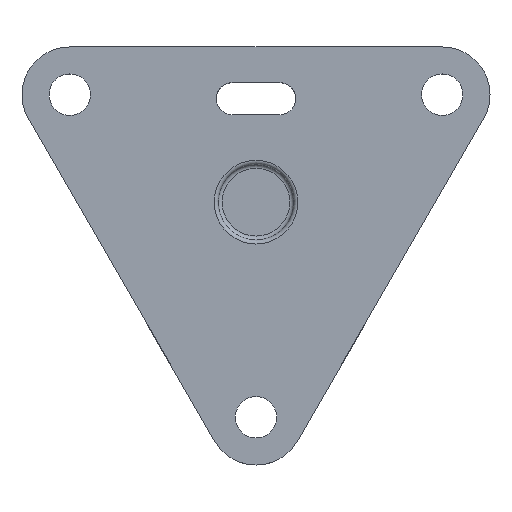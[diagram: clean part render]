
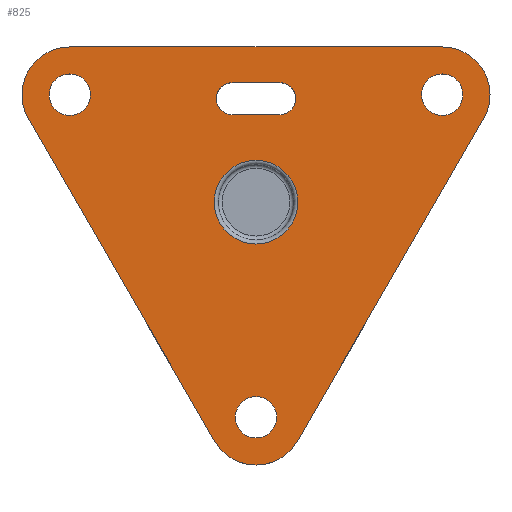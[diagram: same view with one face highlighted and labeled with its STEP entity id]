
A CAD part, top view. The second image highlights one B-rep face of the part: STEP entity #825.
In plain terms, the highlighted planar face has unit normal (0, 0, 1).
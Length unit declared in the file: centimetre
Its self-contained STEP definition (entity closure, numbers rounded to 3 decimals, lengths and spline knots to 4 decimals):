
#112=VECTOR('',#937,1.);
#117=VECTOR('',#949,1.);
#139=VECTOR('',#1020,1.);
#140=VECTOR('',#1023,1.);
#141=VECTOR('',#1026,1.);
#185=LINE('',#1121,#112);
#190=LINE('',#1178,#117);
#212=LINE('',#1303,#139);
#213=LINE('',#1307,#140);
#214=LINE('',#1311,#141);
#269=VERTEX_POINT('',#1119);
#271=VERTEX_POINT('',#1122);
#273=VERTEX_POINT('',#1130);
#277=VERTEX_POINT('',#1177);
#309=VERTEX_POINT('',#1292);
#310=VERTEX_POINT('',#1295);
#311=VERTEX_POINT('',#1297);
#312=VERTEX_POINT('',#1299);
#313=VERTEX_POINT('',#1301);
#314=VERTEX_POINT('',#1302);
#315=VERTEX_POINT('',#1304);
#316=VERTEX_POINT('',#1306);
#317=VERTEX_POINT('',#1308);
#318=VERTEX_POINT('',#1310);
#342=CIRCLE('',#862,0.2);
#344=CIRCLE('',#866,0.2);
#356=CIRCLE('',#887,0.525);
#357=CIRCLE('',#889,0.26);
#358=CIRCLE('',#890,0.26);
#359=CIRCLE('',#891,0.26);
#360=CIRCLE('',#892,0.6);
#361=CIRCLE('',#893,0.6);
#362=CIRCLE('',#894,0.6);
#369=EDGE_CURVE('',#271,#269,#185,.T.);
#372=EDGE_CURVE('',#273,#269,#342,.T.);
#378=EDGE_CURVE('',#273,#277,#190,.T.);
#380=EDGE_CURVE('',#271,#277,#344,.T.);
#413=EDGE_CURVE('',#309,#309,#356,.T.);
#414=EDGE_CURVE('',#310,#310,#357,.T.);
#415=EDGE_CURVE('',#311,#311,#358,.T.);
#416=EDGE_CURVE('',#312,#312,#359,.T.);
#417=EDGE_CURVE('',#313,#314,#360,.T.);
#418=EDGE_CURVE('',#315,#313,#212,.T.);
#419=EDGE_CURVE('',#316,#315,#361,.T.);
#420=EDGE_CURVE('',#317,#316,#213,.T.);
#421=EDGE_CURVE('',#318,#317,#362,.T.);
#422=EDGE_CURVE('',#314,#318,#214,.T.);
#535=ORIENTED_EDGE('',*,*,#369,.T.);
#536=ORIENTED_EDGE('',*,*,#372,.F.);
#537=ORIENTED_EDGE('',*,*,#378,.T.);
#538=ORIENTED_EDGE('',*,*,#380,.F.);
#539=ORIENTED_EDGE('',*,*,#414,.T.);
#540=ORIENTED_EDGE('',*,*,#415,.T.);
#541=ORIENTED_EDGE('',*,*,#416,.T.);
#542=ORIENTED_EDGE('',*,*,#417,.F.);
#543=ORIENTED_EDGE('',*,*,#418,.F.);
#544=ORIENTED_EDGE('',*,*,#419,.F.);
#545=ORIENTED_EDGE('',*,*,#420,.F.);
#546=ORIENTED_EDGE('',*,*,#421,.F.);
#547=ORIENTED_EDGE('',*,*,#422,.F.);
#548=ORIENTED_EDGE('',*,*,#413,.F.);
#699=EDGE_LOOP('',(#535,#536,#537,#538));
#700=EDGE_LOOP('',(#539));
#701=EDGE_LOOP('',(#540));
#702=EDGE_LOOP('',(#541));
#703=EDGE_LOOP('',(#542,#543,#544,#545,#546,#547));
#704=EDGE_LOOP('',(#548));
#768=FACE_BOUND('',#699,.T.);
#769=FACE_BOUND('',#700,.T.);
#770=FACE_BOUND('',#701,.T.);
#771=FACE_BOUND('',#702,.T.);
#772=FACE_BOUND('',#703,.T.);
#773=FACE_BOUND('',#704,.T.);
#825=ADVANCED_FACE('',(#768,#769,#770,#771,#772,#773),#1415,.T.);
#862=AXIS2_PLACEMENT_3D('',#1129,#941,#942);
#866=AXIS2_PLACEMENT_3D('',#1219,#952,#953);
#887=AXIS2_PLACEMENT_3D('',#1291,#1009,#1010);
#888=AXIS2_PLACEMENT_3D('',#1293,#1011,$);
#889=AXIS2_PLACEMENT_3D('',#1294,#1012,#1013);
#890=AXIS2_PLACEMENT_3D('',#1296,#1014,#1015);
#891=AXIS2_PLACEMENT_3D('',#1298,#1016,#1017);
#892=AXIS2_PLACEMENT_3D('',#1300,#1018,#1019);
#893=AXIS2_PLACEMENT_3D('',#1305,#1021,#1022);
#894=AXIS2_PLACEMENT_3D('',#1309,#1024,#1025);
#937=DIRECTION('',(-1.,0.,0.));
#941=DIRECTION('',(0.,0.,1.));
#942=DIRECTION('',(-0.141,0.141,0.));
#949=DIRECTION('',(1.,0.,0.));
#952=DIRECTION('',(0.,0.,1.));
#953=DIRECTION('',(0.141,-0.141,0.));
#1009=DIRECTION('',(0.,0.,1.));
#1010=DIRECTION('',(-0.525,0.,0.));
#1011=DIRECTION('',(0.,0.,1.));
#1012=DIRECTION('',(0.,0.,-1.));
#1013=DIRECTION('',(0.26,0.,0.));
#1014=DIRECTION('',(0.,0.,-1.));
#1015=DIRECTION('',(-0.13,0.225,0.));
#1016=DIRECTION('',(0.,0.,-1.));
#1017=DIRECTION('',(-0.13,-0.225,0.));
#1018=DIRECTION('',(0.,0.,-1.));
#1019=DIRECTION('',(0.,-0.6,0.));
#1020=DIRECTION('',(-0.5,-0.866,0.));
#1021=DIRECTION('',(0.,0.,-1.));
#1022=DIRECTION('',(0.52,0.3,0.));
#1023=DIRECTION('',(1.,0.,0.));
#1024=DIRECTION('',(0.,0.,-1.));
#1025=DIRECTION('',(-0.52,0.3,0.));
#1026=DIRECTION('',(-0.5,0.866,0.));
#1119=CARTESIAN_POINT('',(-0.3,1.1,0.5));
#1121=CARTESIAN_POINT('',(0.,1.1,0.5));
#1122=CARTESIAN_POINT('',(0.3,1.1,0.5));
#1129=CARTESIAN_POINT('',(-0.3,1.3,0.5));
#1130=CARTESIAN_POINT('',(-0.3,1.5,0.5));
#1177=CARTESIAN_POINT('',(0.3,1.5,0.5));
#1178=CARTESIAN_POINT('',(0.,1.5,0.5));
#1219=CARTESIAN_POINT('',(0.3,1.3,0.5));
#1291=CARTESIAN_POINT('',(0.,0.,0.5));
#1292=CARTESIAN_POINT('',(0.525,0.,0.5));
#1293=CARTESIAN_POINT('',(0.,0.,0.5));
#1294=CARTESIAN_POINT('',(0.,-2.7,0.5));
#1295=CARTESIAN_POINT('',(-0.26,-2.7,0.5));
#1296=CARTESIAN_POINT('',(2.3383,1.35,0.5));
#1297=CARTESIAN_POINT('',(2.4683,1.1248,0.5));
#1298=CARTESIAN_POINT('',(-2.3383,1.35,0.5));
#1299=CARTESIAN_POINT('',(-2.2083,1.5752,0.5));
#1300=CARTESIAN_POINT('',(0.,-2.7,0.5));
#1301=CARTESIAN_POINT('',(0.5196,-3.,0.5));
#1302=CARTESIAN_POINT('',(-0.5196,-3.,0.5));
#1303=CARTESIAN_POINT('',(0.,-3.9,0.5));
#1304=CARTESIAN_POINT('',(2.8579,1.05,0.5));
#1305=CARTESIAN_POINT('',(2.3383,1.35,0.5));
#1306=CARTESIAN_POINT('',(2.3383,1.95,0.5));
#1307=CARTESIAN_POINT('',(3.3775,1.95,0.5));
#1308=CARTESIAN_POINT('',(-2.3383,1.95,0.5));
#1309=CARTESIAN_POINT('',(-2.3383,1.35,0.5));
#1310=CARTESIAN_POINT('',(-2.8579,1.05,0.5));
#1311=CARTESIAN_POINT('',(-3.3775,1.95,0.5));
#1415=PLANE('',#888);
